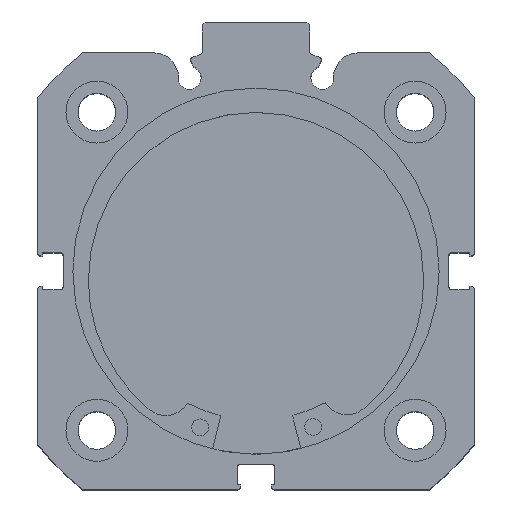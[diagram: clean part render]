
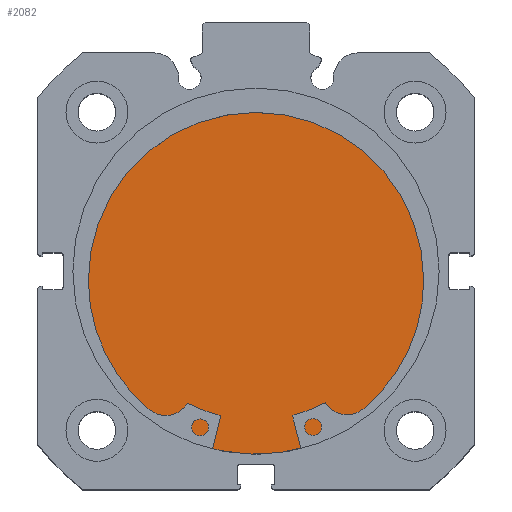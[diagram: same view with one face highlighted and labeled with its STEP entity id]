
A CAD part, top view. The second image highlights one B-rep face of the part: STEP entity #2082.
In plain terms, the highlighted face is planar.
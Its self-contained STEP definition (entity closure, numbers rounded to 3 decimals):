
#329 = DIRECTION ( 'NONE',  ( 0., 0., 1. ) ) ;
#330 = DIRECTION ( 'NONE',  ( -1., 0., 0. ) ) ;
#332 = CARTESIAN_POINT ( 'NONE',  ( 9.5, 0., 0. ) ) ;
#1364 = DIRECTION ( 'NONE',  ( 0., 0., 1. ) ) ;
#1365 = DIRECTION ( 'NONE',  ( -1., 0., 0. ) ) ;
#1368 = CARTESIAN_POINT ( 'NONE',  ( 9.5, 0., 0. ) ) ;
#2082 = ADVANCED_FACE ( 'NONE', ( #2973 ), #3582, .F. ) ;
#2179 = ORIENTED_EDGE ( 'NONE', *, *, #6684, .F. ) ;
#2180 = ORIENTED_EDGE ( 'NONE', *, *, #6445, .F. ) ;
#2513 = EDGE_LOOP ( 'NONE', ( #2180, #2179 ) ) ;
#2973 = FACE_OUTER_BOUND ( 'NONE', #2513, .T. ) ;
#3560 = CARTESIAN_POINT ( 'NONE',  ( 9.5, 0., -32.5 ) ) ;
#3562 = CARTESIAN_POINT ( 'NONE',  ( 9.5, 0., 32.5 ) ) ;
#3578 = DIRECTION ( 'NONE',  ( 0., 0., 1. ) ) ;
#3580 = DIRECTION ( 'NONE',  ( -1., 0., 0. ) ) ;
#3582 = PLANE ( 'NONE',  #4966 ) ;
#3590 = CARTESIAN_POINT ( 'NONE',  ( 9.5, 32.5, 0. ) ) ;
#4555 = VERTEX_POINT ( 'NONE', #3562 ) ;
#4556 = VERTEX_POINT ( 'NONE', #3560 ) ;
#4966 = AXIS2_PLACEMENT_3D ( 'NONE', #3590, #3580, #3578 ) ;
#5139 = AXIS2_PLACEMENT_3D ( 'NONE', #332, #330, #329 ) ;
#5253 = AXIS2_PLACEMENT_3D ( 'NONE', #1368, #1365, #1364 ) ;
#5661 = CIRCLE ( 'NONE', #5253, 32.5 ) ;
#6006 = CIRCLE ( 'NONE', #5139, 32.5 ) ;
#6445 = EDGE_CURVE ( 'NONE', #4555, #4556, #5661, .T. ) ;
#6684 = EDGE_CURVE ( 'NONE', #4556, #4555, #6006, .T. ) ;
